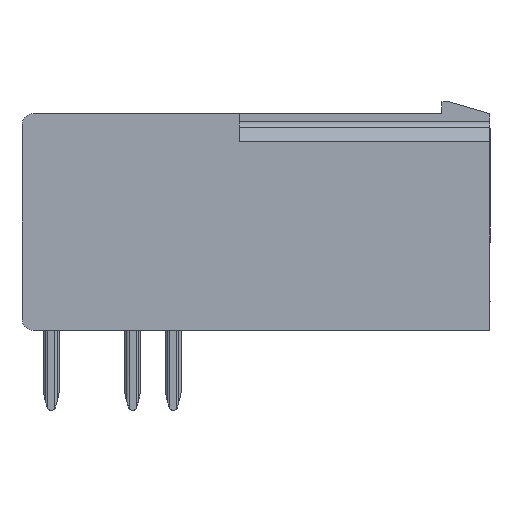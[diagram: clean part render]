
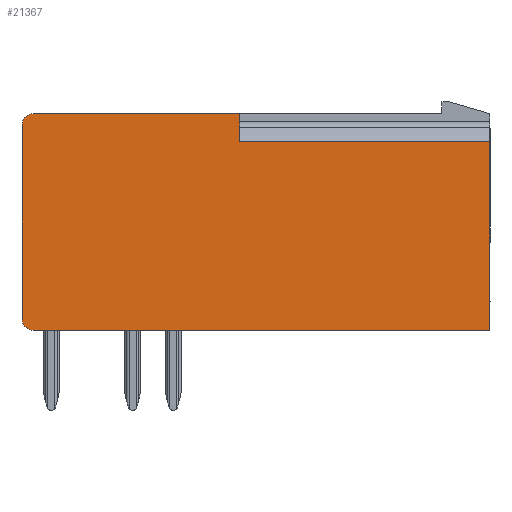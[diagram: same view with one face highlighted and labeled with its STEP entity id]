
A CAD part, left-side view. The second image highlights one B-rep face of the part: STEP entity #21367.
In plain terms, the highlighted face is planar.
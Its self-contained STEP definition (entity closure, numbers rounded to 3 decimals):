
#529=CIRCLE('',#22219,0.7);
#563=CIRCLE('',#22328,0.7);
#4082=ORIENTED_EDGE('',*,*,#7069,.T.);
#4083=ORIENTED_EDGE('',*,*,#7070,.T.);
#4084=ORIENTED_EDGE('',*,*,#6551,.F.);
#4085=ORIENTED_EDGE('',*,*,#7066,.F.);
#4086=ORIENTED_EDGE('',*,*,#6766,.F.);
#4087=ORIENTED_EDGE('',*,*,#6815,.F.);
#4088=ORIENTED_EDGE('',*,*,#7071,.T.);
#4089=ORIENTED_EDGE('',*,*,#7072,.T.);
#6551=EDGE_CURVE('',#8478,#8475,#529,.T.);
#6766=EDGE_CURVE('',#8635,#8637,#563,.T.);
#6815=EDGE_CURVE('',#8669,#8635,#10379,.T.);
#7066=EDGE_CURVE('',#8637,#8478,#10578,.T.);
#7069=EDGE_CURVE('',#8811,#8812,#10581,.T.);
#7070=EDGE_CURVE('',#8812,#8475,#10582,.T.);
#7071=EDGE_CURVE('',#8669,#8813,#10583,.T.);
#7072=EDGE_CURVE('',#8813,#8811,#10584,.T.);
#8475=VERTEX_POINT('',#29855);
#8478=VERTEX_POINT('',#29860);
#8635=VERTEX_POINT('',#30473);
#8637=VERTEX_POINT('',#30476);
#8669=VERTEX_POINT('',#30570);
#8811=VERTEX_POINT('',#31095);
#8812=VERTEX_POINT('',#31096);
#8813=VERTEX_POINT('',#31099);
#10379=LINE('',#30571,#12250);
#10578=LINE('',#31089,#12449);
#10581=LINE('',#31094,#12452);
#10582=LINE('',#31097,#12453);
#10583=LINE('',#31098,#12454);
#10584=LINE('',#31100,#12455);
#12250=VECTOR('',#25515,1000.);
#12449=VECTOR('',#26018,1000.);
#12452=VECTOR('',#26025,1000.);
#12453=VECTOR('',#26026,1000.);
#12454=VECTOR('',#26027,1000.);
#12455=VECTOR('',#26028,1000.);
#13529=EDGE_LOOP('',(#4082,#4083,#4084,#4085,#4086,#4087,#4088,#4089));
#14332=FACE_BOUND('',#13529,.T.);
#14991=PLANE('',#22503);
#21367=ADVANCED_FACE('',(#14332),#14991,.F.);
#22219=AXIS2_PLACEMENT_3D('',#29861,#25049,#25050);
#22328=AXIS2_PLACEMENT_3D('',#30475,#25430,#25431);
#22503=AXIS2_PLACEMENT_3D('',#31093,#26023,#26024);
#25049=DIRECTION('',(0.,0.,1.));
#25050=DIRECTION('',(1.,0.,0.));
#25430=DIRECTION('',(0.,0.,1.));
#25431=DIRECTION('',(1.,0.,0.));
#25515=DIRECTION('',(-1.,0.,0.));
#26018=DIRECTION('',(0.,-1.,0.));
#26023=DIRECTION('',(0.,0.,1.));
#26024=DIRECTION('',(1.,0.,0.));
#26025=DIRECTION('',(0.,-1.,0.));
#26026=DIRECTION('',(-1.,0.,0.));
#26027=DIRECTION('',(0.,-1.,0.));
#26028=DIRECTION('',(-1.,0.,0.));
#29855=CARTESIAN_POINT('',(52.3,27.4,42.24));
#29860=CARTESIAN_POINT('',(51.6,28.1,42.24));
#29861=CARTESIAN_POINT('',(52.3,28.1,42.24));
#30473=CARTESIAN_POINT('',(52.3,40.95,42.24));
#30475=CARTESIAN_POINT('',(52.3,40.25,42.24));
#30476=CARTESIAN_POINT('',(51.6,40.25,42.24));
#30570=CARTESIAN_POINT('',(80.85,40.95,42.24));
#30571=CARTESIAN_POINT('',(80.694,40.95,42.24));
#31089=CARTESIAN_POINT('',(51.6,27.39,42.24));
#31093=CARTESIAN_POINT('',(64.95,27.375,42.24));
#31094=CARTESIAN_POINT('',(65.2,27.39,42.24));
#31095=CARTESIAN_POINT('',(65.2,29.15,42.24));
#31096=CARTESIAN_POINT('',(65.2,27.4,42.24));
#31097=CARTESIAN_POINT('',(80.694,27.4,42.24));
#31098=CARTESIAN_POINT('',(80.85,27.39,42.24));
#31099=CARTESIAN_POINT('',(80.85,29.15,42.24));
#31100=CARTESIAN_POINT('',(80.694,29.15,42.24));
